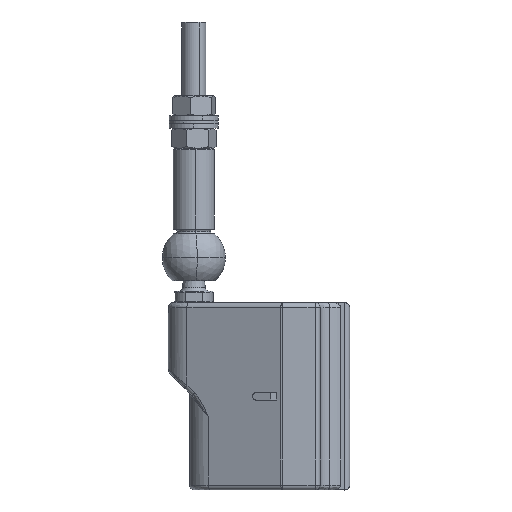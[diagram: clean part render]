
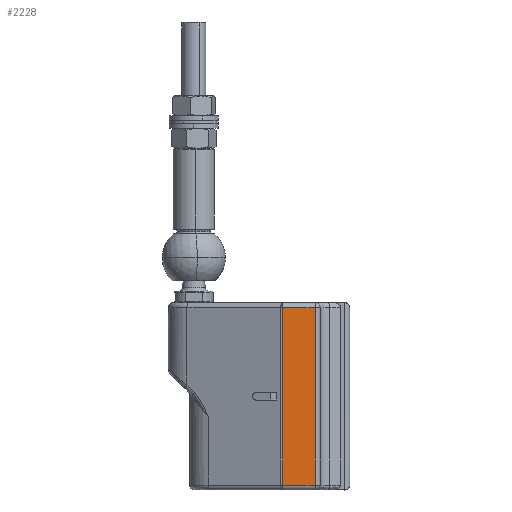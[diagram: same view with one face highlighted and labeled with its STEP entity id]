
A CAD part, left-side view. The second image highlights one B-rep face of the part: STEP entity #2228.
In plain terms, the highlighted planar face has unit normal (-1, 0, 0).
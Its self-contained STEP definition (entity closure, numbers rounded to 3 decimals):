
#399 = FACE_OUTER_BOUND ( 'NONE', #7421, .T. ) ;
#479 = AXIS2_PLACEMENT_3D ( 'NONE', #3937, #2269, #4695 ) ;
#635 = LINE ( 'NONE', #10397, #5009 ) ;
#648 = ORIENTED_EDGE ( 'NONE', *, *, #7898, .F. ) ;
#772 = EDGE_CURVE ( 'NONE', #2779, #7960, #10731, .T. ) ;
#2228 = ADVANCED_FACE ( 'NONE', ( #399 ), #9990, .F. ) ;
#2269 = DIRECTION ( 'NONE',  ( 1., 0., 0. ) ) ;
#2690 = VECTOR ( 'NONE', #2885, 1000. ) ;
#2779 = VERTEX_POINT ( 'NONE', #10671 ) ;
#2781 = CARTESIAN_POINT ( 'NONE',  ( -16.4, -10.35, -37. ) ) ;
#2885 = DIRECTION ( 'NONE',  ( 0., -1., 0. ) ) ;
#3937 = CARTESIAN_POINT ( 'NONE',  ( -16.4, -10.35, -38. ) ) ;
#3988 = VECTOR ( 'NONE', #6314, 1000. ) ;
#4558 = VECTOR ( 'NONE', #7906, 1000. ) ;
#4695 = DIRECTION ( 'NONE',  ( 0., 1., 0. ) ) ;
#5009 = VECTOR ( 'NONE', #7791, 1000. ) ;
#5028 = CARTESIAN_POINT ( 'NONE',  ( -16.4, -2.757, -37. ) ) ;
#5532 = VERTEX_POINT ( 'NONE', #7842 ) ;
#5822 = LINE ( 'NONE', #8450, #4558 ) ;
#5880 = ORIENTED_EDGE ( 'NONE', *, *, #6663, .F. ) ;
#6314 = DIRECTION ( 'NONE',  ( 0., 1., 0. ) ) ;
#6663 = EDGE_CURVE ( 'NONE', #7960, #8264, #635, .T. ) ;
#7421 = EDGE_LOOP ( 'NONE', ( #8657, #5880, #9147, #648 ) ) ;
#7791 = DIRECTION ( 'NONE',  ( 0., 0., 1. ) ) ;
#7842 = CARTESIAN_POINT ( 'NONE',  ( -16.4, -9.35, -1. ) ) ;
#7898 = EDGE_CURVE ( 'NONE', #5532, #2779, #5822, .T. ) ;
#7906 = DIRECTION ( 'NONE',  ( 0., 0., -1. ) ) ;
#7960 = VERTEX_POINT ( 'NONE', #5028 ) ;
#8264 = VERTEX_POINT ( 'NONE', #9136 ) ;
#8450 = CARTESIAN_POINT ( 'NONE',  ( -16.4, -9.35, -38. ) ) ;
#8657 = ORIENTED_EDGE ( 'NONE', *, *, #11284, .F. ) ;
#9136 = CARTESIAN_POINT ( 'NONE',  ( -16.4, -2.757, -1. ) ) ;
#9147 = ORIENTED_EDGE ( 'NONE', *, *, #772, .F. ) ;
#9283 = LINE ( 'NONE', #9343, #2690 ) ;
#9343 = CARTESIAN_POINT ( 'NONE',  ( -16.4, -10.35, -1. ) ) ;
#9990 = PLANE ( 'NONE',  #479 ) ;
#10397 = CARTESIAN_POINT ( 'NONE',  ( -16.4, -2.757, -38. ) ) ;
#10671 = CARTESIAN_POINT ( 'NONE',  ( -16.4, -9.35, -37. ) ) ;
#10731 = LINE ( 'NONE', #2781, #3988 ) ;
#11284 = EDGE_CURVE ( 'NONE', #8264, #5532, #9283, .T. ) ;
